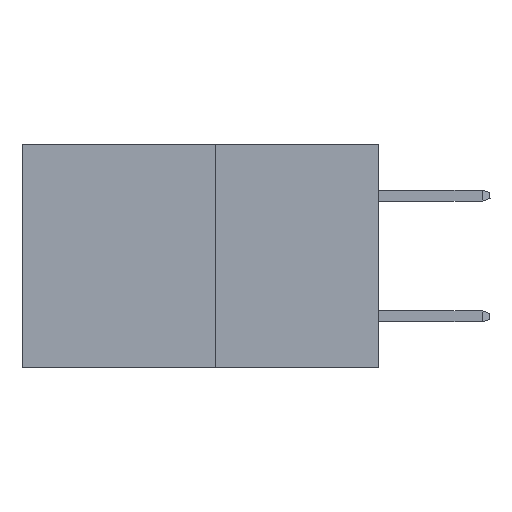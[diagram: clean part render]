
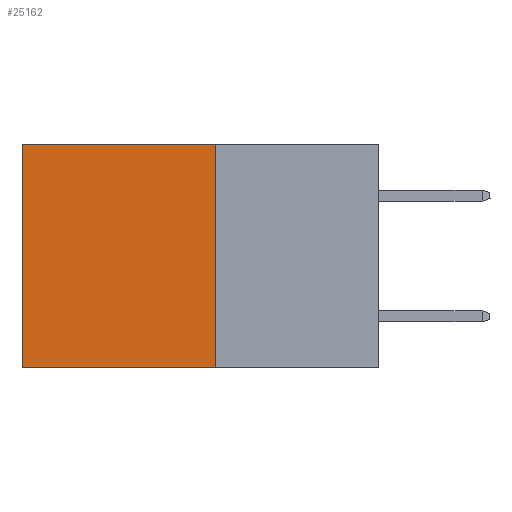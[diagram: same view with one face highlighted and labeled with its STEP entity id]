
A CAD part, left-side view. The second image highlights one B-rep face of the part: STEP entity #25162.
In plain terms, the highlighted planar face has unit normal (-1, 0, 0).
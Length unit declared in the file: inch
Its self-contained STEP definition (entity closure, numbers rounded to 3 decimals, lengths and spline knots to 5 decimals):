
#695 = CARTESIAN_POINT ( 'NONE',  ( 0.277, 0.27, -0.37 ) ) ;
#829 = VERTEX_POINT ( 'NONE', #20385 ) ;
#919 = VERTEX_POINT ( 'NONE', #23892 ) ;
#1653 = EDGE_LOOP ( 'NONE', ( #4199, #29305, #22024, #5552 ) ) ;
#2147 = VECTOR ( 'NONE', #17794, 39.37008 ) ;
#2163 = VERTEX_POINT ( 'NONE', #2262 ) ;
#2262 = CARTESIAN_POINT ( 'NONE',  ( 0.277, 0.27, 0. ) ) ;
#3071 = CARTESIAN_POINT ( 'NONE',  ( 0.277, 0.27, -0.37 ) ) ;
#3698 = FACE_OUTER_BOUND ( 'NONE', #1653, .T. ) ;
#3896 = EDGE_CURVE ( 'NONE', #919, #15695, #4676, .T. ) ;
#4199 = ORIENTED_EDGE ( 'NONE', *, *, #15465, .T. ) ;
#4676 = LINE ( 'NONE', #28916, #15435 ) ;
#4875 = CARTESIAN_POINT ( 'NONE',  ( 0.277, 0.59, -0.37 ) ) ;
#5405 = DIRECTION ( 'NONE',  ( 0., 0., -1. ) ) ;
#5552 = ORIENTED_EDGE ( 'NONE', *, *, #8580, .T. ) ;
#7084 = LINE ( 'NONE', #9304, #13243 ) ;
#8580 = EDGE_CURVE ( 'NONE', #2163, #829, #7084, .T. ) ;
#8677 = VECTOR ( 'NONE', #14636, 39.37008 ) ;
#9304 = CARTESIAN_POINT ( 'NONE',  ( 0.277, 0.27, 0. ) ) ;
#13243 = VECTOR ( 'NONE', #13900, 39.37008 ) ;
#13900 = DIRECTION ( 'NONE',  ( 0., 1., 0. ) ) ;
#14636 = DIRECTION ( 'NONE',  ( 0., 0., -1. ) ) ;
#15435 = VECTOR ( 'NONE', #16162, 39.37008 ) ;
#15465 = EDGE_CURVE ( 'NONE', #829, #15695, #19755, .T. ) ;
#15695 = VERTEX_POINT ( 'NONE', #4875 ) ;
#16162 = DIRECTION ( 'NONE',  ( 0., 1., 0. ) ) ;
#17794 = DIRECTION ( 'NONE',  ( 0., 0., -1. ) ) ;
#19112 = DIRECTION ( 'NONE',  ( 1., 0., 0. ) ) ;
#19755 = LINE ( 'NONE', #24628, #2147 ) ;
#20385 = CARTESIAN_POINT ( 'NONE',  ( 0.277, 0.59, 0. ) ) ;
#20505 = EDGE_CURVE ( 'NONE', #2163, #919, #26766, .T. ) ;
#22024 = ORIENTED_EDGE ( 'NONE', *, *, #20505, .F. ) ;
#23892 = CARTESIAN_POINT ( 'NONE',  ( 0.277, 0.27, -0.37 ) ) ;
#24628 = CARTESIAN_POINT ( 'NONE',  ( 0.277, 0.59, -0.37 ) ) ;
#25162 = ADVANCED_FACE ( 'NONE', ( #3698 ), #27973, .F. ) ;
#26766 = LINE ( 'NONE', #695, #8677 ) ;
#27087 = AXIS2_PLACEMENT_3D ( 'NONE', #3071, #19112, #5405 ) ;
#27973 = PLANE ( 'NONE',  #27087 ) ;
#28916 = CARTESIAN_POINT ( 'NONE',  ( 0.277, 0.27, -0.37 ) ) ;
#29305 = ORIENTED_EDGE ( 'NONE', *, *, #3896, .F. ) ;
